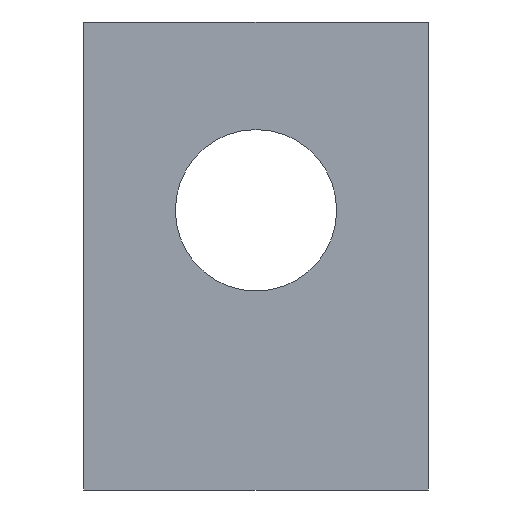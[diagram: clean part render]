
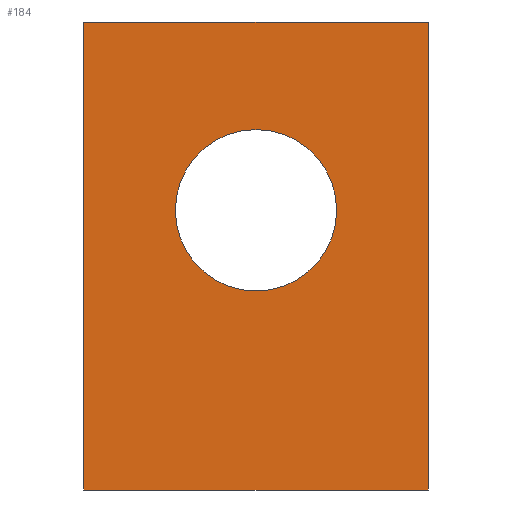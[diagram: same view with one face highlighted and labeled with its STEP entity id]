
A CAD part, front view. The second image highlights one B-rep face of the part: STEP entity #184.
In plain terms, the highlighted planar face has unit normal (0, -1, 0).
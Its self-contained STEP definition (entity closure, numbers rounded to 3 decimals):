
#22=LINE('',#273,#40);
#23=LINE('',#276,#41);
#24=LINE('',#278,#42);
#25=LINE('',#280,#43);
#40=VECTOR('',#227,1000.);
#41=VECTOR('',#228,1000.);
#42=VECTOR('',#229,1000.);
#43=VECTOR('',#230,1000.);
#58=ORIENTED_EDGE('',*,*,#102,.F.);
#59=ORIENTED_EDGE('',*,*,#103,.F.);
#60=ORIENTED_EDGE('',*,*,#104,.F.);
#61=ORIENTED_EDGE('',*,*,#105,.T.);
#62=ORIENTED_EDGE('',*,*,#106,.T.);
#102=EDGE_CURVE('',#124,#124,#140,.T.);
#103=EDGE_CURVE('',#125,#126,#22,.T.);
#104=EDGE_CURVE('',#127,#125,#23,.T.);
#105=EDGE_CURVE('',#127,#128,#24,.T.);
#106=EDGE_CURVE('',#128,#126,#25,.T.);
#124=VERTEX_POINT('',#272);
#125=VERTEX_POINT('',#274);
#126=VERTEX_POINT('',#275);
#127=VERTEX_POINT('',#277);
#128=VERTEX_POINT('',#279);
#140=CIRCLE('',#208,1.5);
#144=EDGE_LOOP('',(#58));
#145=EDGE_LOOP('',(#59,#60,#61,#62));
#160=FACE_BOUND('',#144,.T.);
#161=FACE_BOUND('',#145,.T.);
#176=PLANE('',#207);
#184=ADVANCED_FACE('',(#160,#161),#176,.T.);
#207=AXIS2_PLACEMENT_3D('',#270,#223,#224);
#208=AXIS2_PLACEMENT_3D('',#271,#225,#226);
#223=DIRECTION('',(0.,-1.,0.));
#224=DIRECTION('',(0.,0.,-1.));
#225=DIRECTION('',(0.,-1.,0.));
#226=DIRECTION('',(0.,0.,-1.));
#227=DIRECTION('',(0.,0.,1.));
#228=DIRECTION('',(-1.,0.,0.));
#229=DIRECTION('',(0.,0.,1.));
#230=DIRECTION('',(-1.,0.,0.));
#270=CARTESIAN_POINT('',(3.2,0.,5.2));
#271=CARTESIAN_POINT('',(0.,0.,5.2));
#272=CARTESIAN_POINT('',(0.,0.,3.7));
#273=CARTESIAN_POINT('',(-3.2,0.,5.2));
#274=CARTESIAN_POINT('',(-3.2,0.,0.));
#275=CARTESIAN_POINT('',(-3.2,0.,8.7));
#276=CARTESIAN_POINT('',(3.2,0.,0.));
#277=CARTESIAN_POINT('',(3.2,0.,0.));
#278=CARTESIAN_POINT('',(3.2,0.,0.));
#279=CARTESIAN_POINT('',(3.2,0.,8.7));
#280=CARTESIAN_POINT('',(3.2,0.,8.7));
